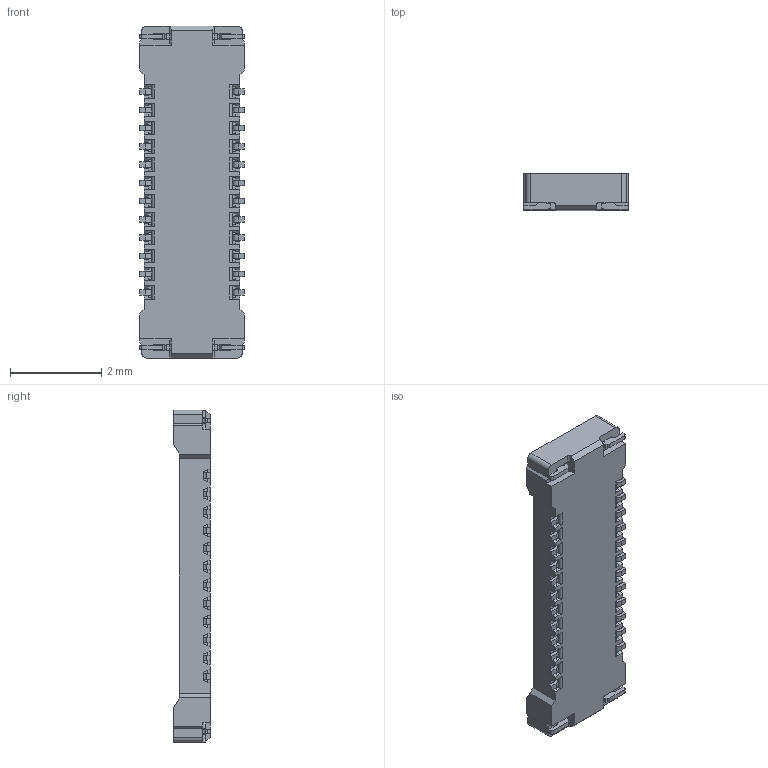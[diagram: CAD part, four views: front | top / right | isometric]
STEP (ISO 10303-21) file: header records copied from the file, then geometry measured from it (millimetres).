
FILE_DESCRIPTION(('CoCreate Modeling STEP Export'),'2;1');
FILE_NAME('BM20B(0.8)-24DS-0.4V.stp','2012-10-16T19:39:57',(''),(''),'CoCreate Modeling STEP processor for AP214 (Solid Model)','CoCreate Modeling 17.0 01-Apr-2010 (C) Parametric Technology GmbH','');
FILE_SCHEMA(('AUTOMOTIVE_DESIGN { 1 0 10303 214 1 1 1 1 }'));
Products named in the file (1): BM20B(0.8)-24DS-0.4V
Bounding box: 2.3 x 0.8 x 7.28 mm (x, y, z)
Volume: 8.4 mm3; surface area: 76 mm2
Topology: 1 solids, 1 shells, 2012 faces, 5923 edges, 3862 vertices
Faces by surface type: plane 1393, cylinder 523, bspline 48, torus 48
Entity records: 69821 total; most frequent: CARTESIAN_POINT 16301, ORIENTED_EDGE 11846, DIRECTION 10396, EDGE_CURVE 5923, VECTOR 4402, LINE 4402, VERTEX_POINT 3862, AXIS2_PLACEMENT_3D 2997
